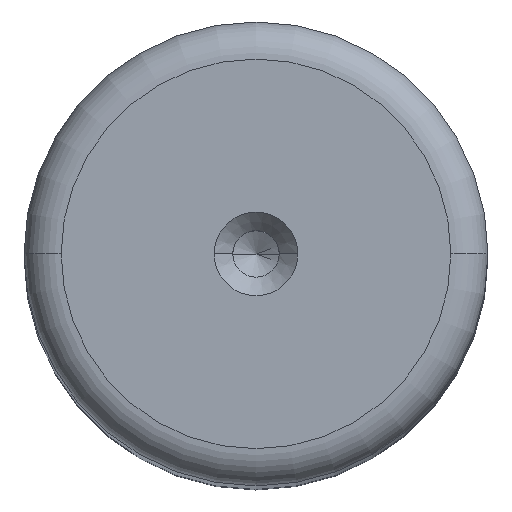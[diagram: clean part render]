
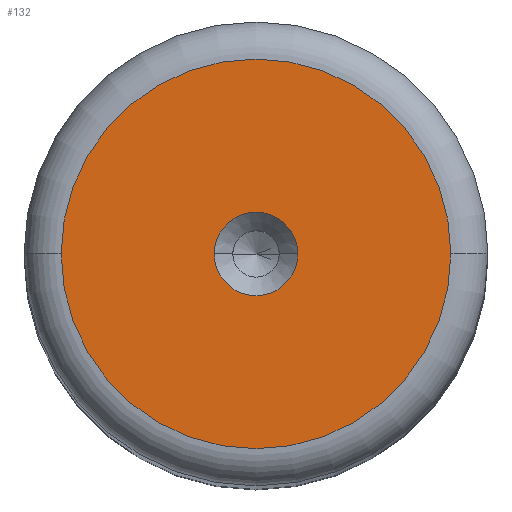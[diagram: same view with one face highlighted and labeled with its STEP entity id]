
A CAD part, top view. The second image highlights one B-rep face of the part: STEP entity #132.
In plain terms, the highlighted planar face has unit normal (0, 0, 1).
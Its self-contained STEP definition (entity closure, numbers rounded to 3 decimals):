
#12 = DIRECTION ( 'NONE',  ( 0., 0., 1. ) ) ;
#20 = EDGE_CURVE ( 'NONE', #861, #1535, #592, .T. ) ;
#31 = CARTESIAN_POINT ( 'NONE',  ( 0., 0., 130. ) ) ;
#43 = AXIS2_PLACEMENT_3D ( 'NONE', #791, #783, #1132 ) ;
#132 = ADVANCED_FACE ( 'NONE', ( #1210, #208 ), #552, .T. ) ;
#167 = VERTEX_POINT ( 'NONE', #1496 ) ;
#183 = ORIENTED_EDGE ( 'NONE', *, *, #1179, .T. ) ;
#208 = FACE_OUTER_BOUND ( 'NONE', #1503, .T. ) ;
#356 = CIRCLE ( 'NONE', #738, 10.5 ) ;
#384 = AXIS2_PLACEMENT_3D ( 'NONE', #31, #1407, #1531 ) ;
#552 = PLANE ( 'NONE',  #384 ) ;
#592 = CIRCLE ( 'NONE', #43, 10.5 ) ;
#671 = CARTESIAN_POINT ( 'NONE',  ( 0., 0., 130. ) ) ;
#685 = EDGE_CURVE ( 'NONE', #167, #1125, #1188, .T. ) ;
#698 = AXIS2_PLACEMENT_3D ( 'NONE', #788, #12, #909 ) ;
#712 = DIRECTION ( 'NONE',  ( 0., 0., 1. ) ) ;
#716 = ORIENTED_EDGE ( 'NONE', *, *, #685, .F. ) ;
#738 = AXIS2_PLACEMENT_3D ( 'NONE', #1449, #712, #1577 ) ;
#765 = EDGE_CURVE ( 'NONE', #1125, #167, #1347, .T. ) ;
#783 = DIRECTION ( 'NONE',  ( 0., 0., 1. ) ) ;
#788 = CARTESIAN_POINT ( 'NONE',  ( 0., 0., 130. ) ) ;
#791 = CARTESIAN_POINT ( 'NONE',  ( 0., 0., 130. ) ) ;
#800 = DIRECTION ( 'NONE',  ( 1., 0., 0. ) ) ;
#861 = VERTEX_POINT ( 'NONE', #1287 ) ;
#874 = EDGE_LOOP ( 'NONE', ( #716, #893 ) ) ;
#893 = ORIENTED_EDGE ( 'NONE', *, *, #765, .F. ) ;
#909 = DIRECTION ( 'NONE',  ( 1., 0., 0. ) ) ;
#1028 = AXIS2_PLACEMENT_3D ( 'NONE', #671, #1530, #800 ) ;
#1125 = VERTEX_POINT ( 'NONE', #1555 ) ;
#1132 = DIRECTION ( 'NONE',  ( 1., 0., 0. ) ) ;
#1179 = EDGE_CURVE ( 'NONE', #1535, #861, #356, .T. ) ;
#1188 = CIRCLE ( 'NONE', #698, 2.25 ) ;
#1210 = FACE_BOUND ( 'NONE', #874, .T. ) ;
#1240 = ORIENTED_EDGE ( 'NONE', *, *, #20, .T. ) ;
#1287 = CARTESIAN_POINT ( 'NONE',  ( 10.5, 0., 130. ) ) ;
#1347 = CIRCLE ( 'NONE', #1028, 2.25 ) ;
#1407 = DIRECTION ( 'NONE',  ( 0., 0., 1. ) ) ;
#1449 = CARTESIAN_POINT ( 'NONE',  ( 0., 0., 130. ) ) ;
#1462 = CARTESIAN_POINT ( 'NONE',  ( -10.5, 0., 130. ) ) ;
#1496 = CARTESIAN_POINT ( 'NONE',  ( 2.25, 0., 130. ) ) ;
#1503 = EDGE_LOOP ( 'NONE', ( #1240, #183 ) ) ;
#1530 = DIRECTION ( 'NONE',  ( 0., 0., 1. ) ) ;
#1531 = DIRECTION ( 'NONE',  ( 1., 0., 0. ) ) ;
#1535 = VERTEX_POINT ( 'NONE', #1462 ) ;
#1555 = CARTESIAN_POINT ( 'NONE',  ( -2.25, 0., 130. ) ) ;
#1577 = DIRECTION ( 'NONE',  ( 1., 0., 0. ) ) ;
